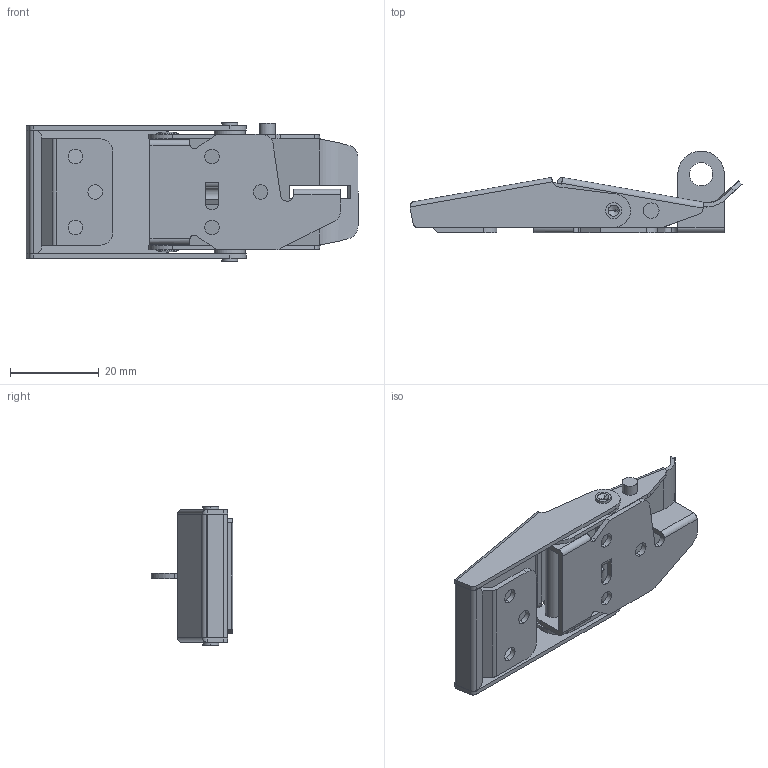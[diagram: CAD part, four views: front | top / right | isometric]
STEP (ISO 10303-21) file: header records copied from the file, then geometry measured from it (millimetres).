
FILE_DESCRIPTION (( 'STEP AP203' ), '1' );
FILE_NAME ('C-1143-3-1.STEP', '2021-07-12T07:53:55', ( '' ), ( '' ), 'SwSTEP 2.0', 'SolidWorks 2018', '' );
FILE_SCHEMA (( 'CONFIG_CONTROL_DESIGN' ));
Length unit declared in the file: millimetre
Products named in the file (7): C-1143-3_hook_; C-1143-3-1; C-1143-3-1_received_; C-1143-3-1_washer_; C-1143-3-1_mounting plate_; C-1143-3_lever_; C-1143-3-1_axis_
Assembly tree (7 placements, depth 2):
  C-1143-3-1
    C-1143-3-1_mounting plate_
    C-1143-3_lever_
    C-1143-3_hook_
    C-1143-3-1_axis_
    C-1143-3-1_received_
    C-1143-3-1_washer_  x2
Bounding box: 75 x 18.5 x 31.2 mm (x, y, z)
Volume: 5997.6 mm3; surface area: 11998.5 mm2
Topology: 7 solids, 7 shells, 212 faces, 547 edges, 350 vertices
Faces by surface type: cylinder 105, plane 93, bspline 6, cone 4, sphere 4
Entity records: 7516 total; most frequent: CARTESIAN_POINT 1541, DIRECTION 1134, ORIENTED_EDGE 1062, EDGE_CURVE 531, AXIS2_PLACEMENT_3D 418, VERTEX_POINT 342, LINE 298, VECTOR 298
